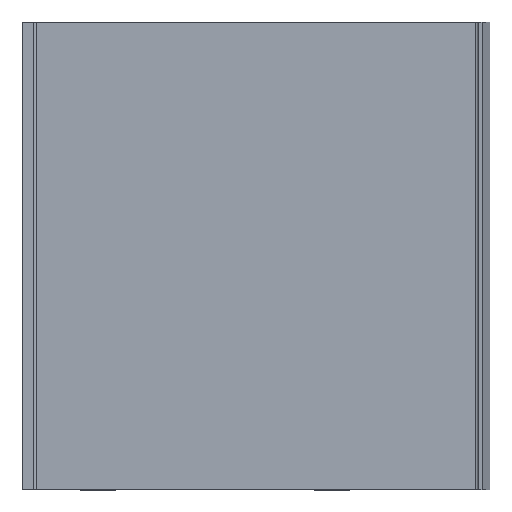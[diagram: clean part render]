
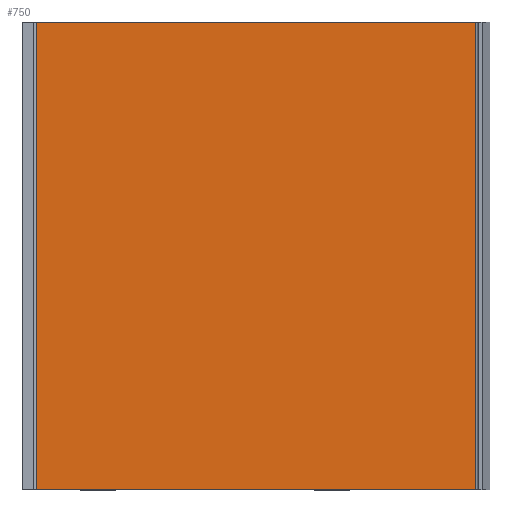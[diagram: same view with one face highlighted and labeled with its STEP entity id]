
A CAD part, top view. The second image highlights one B-rep face of the part: STEP entity #750.
In plain terms, the highlighted planar face has unit normal (0, 0, 1).
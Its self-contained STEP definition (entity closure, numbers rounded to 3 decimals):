
#30=PLANE('',#809);
#71=FACE_OUTER_BOUND('',#112,.T.);
#112=EDGE_LOOP('',(#574,#575,#576,#577));
#146=LINE('',#1040,#247);
#154=LINE('',#1061,#255);
#180=LINE('',#1114,#281);
#181=LINE('',#1115,#282);
#247=VECTOR('',#847,10.);
#255=VECTOR('',#865,10.);
#281=VECTOR('',#909,10.);
#282=VECTOR('',#910,10.);
#351=VERTEX_POINT('',#1033);
#354=VERTEX_POINT('',#1038);
#359=VERTEX_POINT('',#1054);
#362=VERTEX_POINT('',#1059);
#424=EDGE_CURVE('',#354,#351,#146,.T.);
#434=EDGE_CURVE('',#362,#359,#154,.T.);
#460=EDGE_CURVE('',#354,#359,#180,.T.);
#461=EDGE_CURVE('',#362,#351,#181,.T.);
#574=ORIENTED_EDGE('',*,*,#424,.F.);
#575=ORIENTED_EDGE('',*,*,#460,.T.);
#576=ORIENTED_EDGE('',*,*,#434,.F.);
#577=ORIENTED_EDGE('',*,*,#461,.T.);
#750=ADVANCED_FACE('',(#71),#30,.T.);
#809=AXIS2_PLACEMENT_3D('',#1113,#907,#908);
#847=DIRECTION('',(0.,1.,0.));
#865=DIRECTION('',(0.,-1.,0.));
#907=DIRECTION('center_axis',(0.,0.,1.));
#908=DIRECTION('ref_axis',(0.,-1.,0.));
#909=DIRECTION('',(1.,0.,0.));
#910=DIRECTION('',(-1.,0.,0.));
#1033=CARTESIAN_POINT('',(-37.958,450.,609.875));
#1038=CARTESIAN_POINT('',(-37.958,50.,609.875));
#1040=CARTESIAN_POINT('',(-37.958,150.,609.875));
#1054=CARTESIAN_POINT('',(338.042,50.,609.875));
#1059=CARTESIAN_POINT('',(338.042,450.,609.875));
#1061=CARTESIAN_POINT('',(338.042,350.,609.875));
#1113=CARTESIAN_POINT('Origin',(150.042,250.,609.875));
#1114=CARTESIAN_POINT('',(350.042,50.,609.875));
#1115=CARTESIAN_POINT('',(-49.958,450.,609.875));
